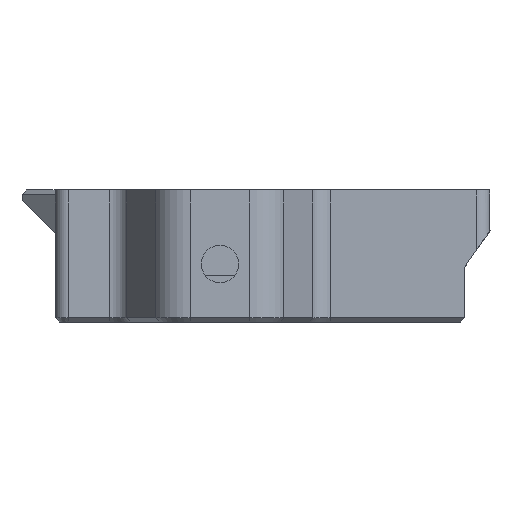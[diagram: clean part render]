
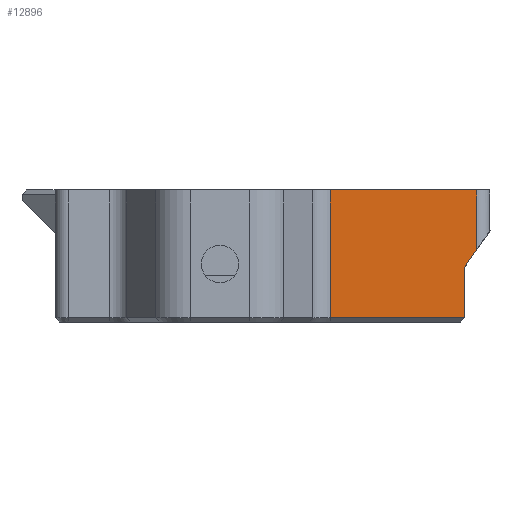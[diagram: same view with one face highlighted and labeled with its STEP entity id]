
A CAD part, left-side view. The second image highlights one B-rep face of the part: STEP entity #12896.
In plain terms, the highlighted face is planar.
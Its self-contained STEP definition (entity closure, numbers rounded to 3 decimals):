
#1509=FACE_OUTER_BOUND('',#2249,.T.);
#2249=EDGE_LOOP('',(#10935,#10936,#10937,#10938,#10939,#10940));
#3533=LINE('',#22154,#4823);
#3534=LINE('',#22156,#4824);
#3535=LINE('',#22158,#4825);
#3536=LINE('',#22160,#4826);
#3537=LINE('',#22162,#4827);
#3538=LINE('',#22163,#4828);
#4823=VECTOR('',#17370,1000.);
#4824=VECTOR('',#17371,1000.);
#4825=VECTOR('',#17372,1000.);
#4826=VECTOR('',#17373,1000.);
#4827=VECTOR('',#17374,1000.);
#4828=VECTOR('',#17375,1000.);
#6183=VERTEX_POINT('',#22152);
#6184=VERTEX_POINT('',#22153);
#6185=VERTEX_POINT('',#22155);
#6186=VERTEX_POINT('',#22157);
#6187=VERTEX_POINT('',#22159);
#6188=VERTEX_POINT('',#22161);
#7880=EDGE_CURVE('',#6183,#6184,#3533,.T.);
#7881=EDGE_CURVE('',#6183,#6185,#3534,.T.);
#7882=EDGE_CURVE('',#6186,#6185,#3535,.T.);
#7883=EDGE_CURVE('',#6187,#6186,#3536,.T.);
#7884=EDGE_CURVE('',#6187,#6188,#3537,.T.);
#7885=EDGE_CURVE('',#6184,#6188,#3538,.T.);
#10935=ORIENTED_EDGE('',*,*,#7880,.F.);
#10936=ORIENTED_EDGE('',*,*,#7881,.T.);
#10937=ORIENTED_EDGE('',*,*,#7882,.F.);
#10938=ORIENTED_EDGE('',*,*,#7883,.F.);
#10939=ORIENTED_EDGE('',*,*,#7884,.T.);
#10940=ORIENTED_EDGE('',*,*,#7885,.F.);
#12288=PLANE('',#14116);
#12896=ADVANCED_FACE('',(#1509),#12288,.T.);
#14116=AXIS2_PLACEMENT_3D('',#22151,#17368,#17369);
#17368=DIRECTION('center_axis',(1.,0.,0.));
#17369=DIRECTION('ref_axis',(0.,0.,
-1.));
#17370=DIRECTION('',(0.,0.,-1.));
#17371=DIRECTION('',(0.,-1.,0.));
#17372=DIRECTION('',(0.,0.,1.));
#17373=DIRECTION('',(0.,0.574,0.819));
#17374=DIRECTION('',(0.,0.,-1.));
#17375=DIRECTION('',(0.,-1.,0.));
#22151=CARTESIAN_POINT('Origin',(298.092,-336.461,-46.354));
#22152=CARTESIAN_POINT('',(298.092,-337.195,-46.754));
#22153=CARTESIAN_POINT('',(298.092,-337.195,-58.354));
#22154=CARTESIAN_POINT('',(298.092,-337.195,-46.354));
#22155=CARTESIAN_POINT('',(298.092,-349.411,-46.754));
#22156=CARTESIAN_POINT('',(298.092,-349.411,-46.754));
#22157=CARTESIAN_POINT('',(298.092,-349.411,-51.354));
#22158=CARTESIAN_POINT('',(298.092,-349.411,-46.354));
#22159=CARTESIAN_POINT('',(298.092,-350.511,-52.925));
#22160=CARTESIAN_POINT('',(298.092,-342.801,-41.914));
#22161=CARTESIAN_POINT('',(298.092,-350.511,-58.354));
#22162=CARTESIAN_POINT('',(298.092,-350.511,-46.354));
#22163=CARTESIAN_POINT('',(298.092,-336.461,-58.354));
